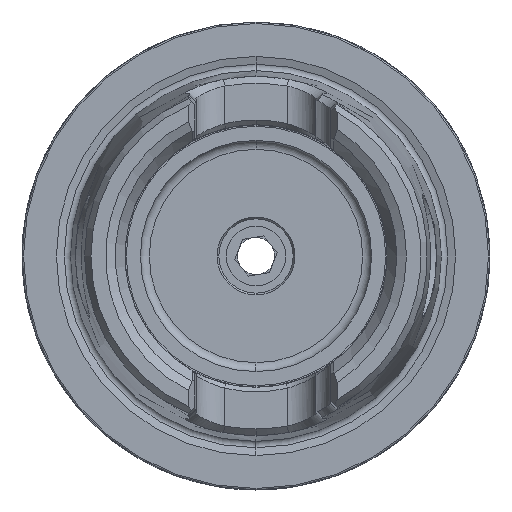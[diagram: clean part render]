
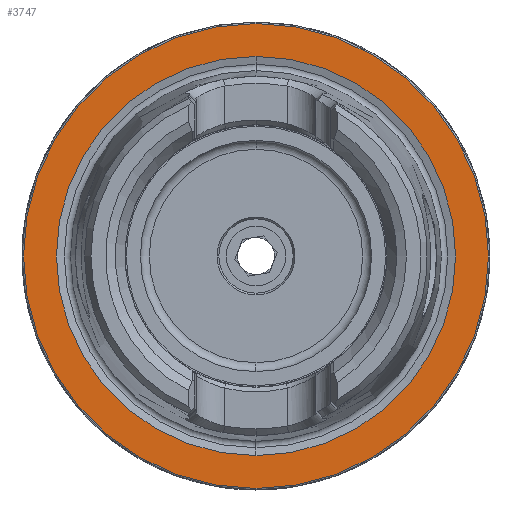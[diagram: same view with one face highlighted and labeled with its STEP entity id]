
A CAD part, left-side view. The second image highlights one B-rep face of the part: STEP entity #3747.
In plain terms, the highlighted planar face has unit normal (-1, 0, 0).
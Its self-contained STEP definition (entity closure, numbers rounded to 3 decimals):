
#88 = EDGE_CURVE ( 'NONE', #4740, #5546, #1412, .T. ) ;
#579 = EDGE_CURVE ( 'NONE', #1101, #5761, #3269, .T. ) ;
#638 = DIRECTION ( 'NONE',  ( 0., 0., 1. ) ) ;
#649 = DIRECTION ( 'NONE',  ( -1., 0., 0. ) ) ;
#655 = CARTESIAN_POINT ( 'NONE',  ( 0., 0., 0. ) ) ;
#1101 = VERTEX_POINT ( 'NONE', #5827 ) ;
#1412 = CIRCLE ( 'NONE', #9463, 31.275 ) ;
#1416 = DIRECTION ( 'NONE',  ( 0., 0., 1. ) ) ;
#2491 = ORIENTED_EDGE ( 'NONE', *, *, #579, .F. ) ;
#3269 = CIRCLE ( 'NONE', #4244, 26.85 ) ;
#3488 = DIRECTION ( 'NONE',  ( -1., 0., 0. ) ) ;
#3747 = ADVANCED_FACE ( 'NONE', ( #6304, #6048 ), #9270, .F. ) ;
#3983 = CARTESIAN_POINT ( 'NONE',  ( 0., 0., 0. ) ) ;
#4217 = CARTESIAN_POINT ( 'NONE',  ( 0., 31.275, 0. ) ) ;
#4244 = AXIS2_PLACEMENT_3D ( 'NONE', #7724, #3488, #9391 ) ;
#4307 = CIRCLE ( 'NONE', #5241, 26.85 ) ;
#4740 = VERTEX_POINT ( 'NONE', #6608 ) ;
#5223 = DIRECTION ( 'NONE',  ( -1., 0., 0. ) ) ;
#5241 = AXIS2_PLACEMENT_3D ( 'NONE', #655, #649, #638 ) ;
#5253 = ORIENTED_EDGE ( 'NONE', *, *, #9924, .F. ) ;
#5546 = VERTEX_POINT ( 'NONE', #10579 ) ;
#5761 = VERTEX_POINT ( 'NONE', #8680 ) ;
#5819 = EDGE_CURVE ( 'NONE', #5546, #4740, #9731, .T. ) ;
#5827 = CARTESIAN_POINT ( 'NONE',  ( 0., 0., 26.85 ) ) ;
#6048 = FACE_OUTER_BOUND ( 'NONE', #6662, .T. ) ;
#6304 = FACE_BOUND ( 'NONE', #6427, .T. ) ;
#6349 = AXIS2_PLACEMENT_3D ( 'NONE', #8048, #8033, #8032 ) ;
#6427 = EDGE_LOOP ( 'NONE', ( #2491, #5253 ) ) ;
#6608 = CARTESIAN_POINT ( 'NONE',  ( 0., 0., -31.275 ) ) ;
#6662 = EDGE_LOOP ( 'NONE', ( #8096, #9068 ) ) ;
#6872 = DIRECTION ( 'NONE',  ( 1., 0., 0. ) ) ;
#7365 = DIRECTION ( 'NONE',  ( 0., 0., -1. ) ) ;
#7724 = CARTESIAN_POINT ( 'NONE',  ( 0., 0., 0. ) ) ;
#8032 = DIRECTION ( 'NONE',  ( 0., 0., 1. ) ) ;
#8033 = DIRECTION ( 'NONE',  ( -1., 0., 0. ) ) ;
#8048 = CARTESIAN_POINT ( 'NONE',  ( 0., 0., 0. ) ) ;
#8096 = ORIENTED_EDGE ( 'NONE', *, *, #5819, .T. ) ;
#8680 = CARTESIAN_POINT ( 'NONE',  ( 0., 0., -26.85 ) ) ;
#9068 = ORIENTED_EDGE ( 'NONE', *, *, #88, .T. ) ;
#9270 = PLANE ( 'NONE',  #10796 ) ;
#9391 = DIRECTION ( 'NONE',  ( 0., 0., 1. ) ) ;
#9463 = AXIS2_PLACEMENT_3D ( 'NONE', #3983, #5223, #1416 ) ;
#9731 = CIRCLE ( 'NONE', #6349, 31.275 ) ;
#9924 = EDGE_CURVE ( 'NONE', #5761, #1101, #4307, .T. ) ;
#10579 = CARTESIAN_POINT ( 'NONE',  ( 0., 0., 31.275 ) ) ;
#10796 = AXIS2_PLACEMENT_3D ( 'NONE', #4217, #6872, #7365 ) ;
